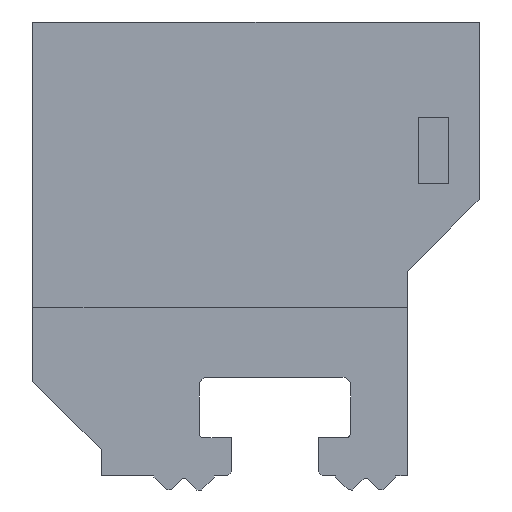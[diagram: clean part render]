
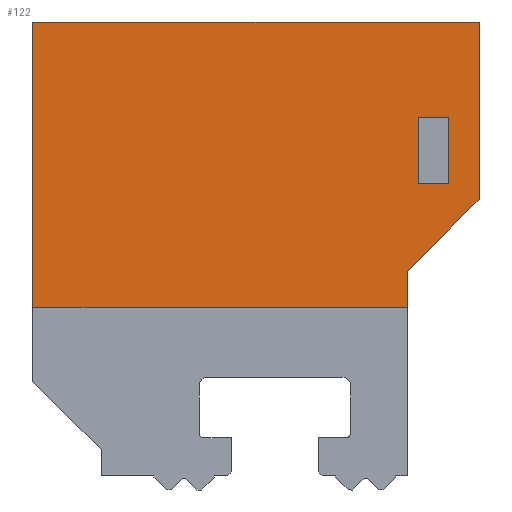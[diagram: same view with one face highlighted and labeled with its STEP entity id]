
A CAD part, left-side view. The second image highlights one B-rep face of the part: STEP entity #122.
In plain terms, the highlighted planar face has unit normal (-1, 0, 0).
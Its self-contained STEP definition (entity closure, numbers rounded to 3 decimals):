
#122=ADVANCED_FACE('',(#239,#240),#184,.F.);
#184=PLANE('',#1258);
#239=FACE_BOUND('',#245,.T.);
#240=FACE_BOUND('',#246,.T.);
#245=EDGE_LOOP('',(#310,#311,#312,#313));
#246=EDGE_LOOP('',(#314,#315,#316,#317,#318,#319));
#310=ORIENTED_EDGE('',*,*,#769,.T.);
#311=ORIENTED_EDGE('',*,*,#770,.T.);
#312=ORIENTED_EDGE('',*,*,#771,.T.);
#313=ORIENTED_EDGE('',*,*,#772,.F.);
#314=ORIENTED_EDGE('',*,*,#773,.F.);
#315=ORIENTED_EDGE('',*,*,#774,.F.);
#316=ORIENTED_EDGE('',*,*,#775,.T.);
#317=ORIENTED_EDGE('',*,*,#776,.T.);
#318=ORIENTED_EDGE('',*,*,#777,.F.);
#319=ORIENTED_EDGE('',*,*,#778,.F.);
#654=VERTEX_POINT('',#1648);
#655=VERTEX_POINT('',#1649);
#656=VERTEX_POINT('',#1651);
#657=VERTEX_POINT('',#1653);
#658=VERTEX_POINT('',#1656);
#659=VERTEX_POINT('',#1657);
#660=VERTEX_POINT('',#1659);
#661=VERTEX_POINT('',#1661);
#662=VERTEX_POINT('',#1663);
#663=VERTEX_POINT('',#1665);
#769=EDGE_CURVE('',#654,#655,#941,.T.);
#770=EDGE_CURVE('',#655,#656,#942,.T.);
#771=EDGE_CURVE('',#656,#657,#943,.T.);
#772=EDGE_CURVE('',#654,#657,#944,.T.);
#773=EDGE_CURVE('',#658,#659,#945,.T.);
#774=EDGE_CURVE('',#660,#658,#946,.T.);
#775=EDGE_CURVE('',#660,#661,#947,.T.);
#776=EDGE_CURVE('',#661,#662,#948,.T.);
#777=EDGE_CURVE('',#663,#662,#949,.T.);
#778=EDGE_CURVE('',#659,#663,#950,.T.);
#941=LINE('',#1647,#1099);
#942=LINE('',#1650,#1100);
#943=LINE('',#1652,#1101);
#944=LINE('',#1654,#1102);
#945=LINE('',#1655,#1103);
#946=LINE('',#1658,#1104);
#947=LINE('',#1660,#1105);
#948=LINE('',#1662,#1106);
#949=LINE('',#1664,#1107);
#950=LINE('',#1666,#1108);
#1099=VECTOR('',#1336,1.);
#1100=VECTOR('',#1337,1.);
#1101=VECTOR('',#1338,1.);
#1102=VECTOR('',#1339,1.);
#1103=VECTOR('',#1340,1.);
#1104=VECTOR('',#1341,1.);
#1105=VECTOR('',#1342,1.);
#1106=VECTOR('',#1343,1.);
#1107=VECTOR('',#1344,1.);
#1108=VECTOR('',#1345,1.);
#1258=AXIS2_PLACEMENT_3D('',#1667,#1346,#1347);
#1336=DIRECTION('',(0.,0.,-1.));
#1337=DIRECTION('',(0.,1.,0.));
#1338=DIRECTION('',(0.,0.,1.));
#1339=DIRECTION('',(0.,1.,0.));
#1340=DIRECTION('',(0.,0.707,-0.707));
#1341=DIRECTION('',(0.,0.,-1.));
#1342=DIRECTION('',(0.,1.,0.));
#1343=DIRECTION('',(0.,0.,-1.));
#1344=DIRECTION('',(0.,1.,0.));
#1345=DIRECTION('',(0.,0.,-1.));
#1346=DIRECTION('',(1.,0.,0.));
#1347=DIRECTION('',(0.,0.,-1.));
#1647=CARTESIAN_POINT('',(-52.,-25.5,60.501));
#1648=CARTESIAN_POINT('',(-52.,-25.5,47.9));
#1649=CARTESIAN_POINT('',(-52.,-25.5,39.1));
#1650=CARTESIAN_POINT('',(-52.,-29.5,39.1));
#1651=CARTESIAN_POINT('',(-52.,-21.5,39.1));
#1652=CARTESIAN_POINT('',(-52.,-21.5,60.501));
#1653=CARTESIAN_POINT('',(-52.,-21.5,47.9));
#1654=CARTESIAN_POINT('',(-52.,-29.5,47.9));
#1655=CARTESIAN_POINT('',(-52.,-29.5,37.));
#1656=CARTESIAN_POINT('',(-52.,-29.5,37.));
#1657=CARTESIAN_POINT('',(-52.,-20.,27.5));
#1658=CARTESIAN_POINT('',(-52.,-29.5,60.501));
#1659=CARTESIAN_POINT('',(-52.,-29.5,60.501));
#1660=CARTESIAN_POINT('',(-52.,-29.5,60.501));
#1661=CARTESIAN_POINT('',(-52.,29.5,60.501));
#1662=CARTESIAN_POINT('',(-52.,29.5,60.501));
#1663=CARTESIAN_POINT('',(-52.,29.5,22.8));
#1664=CARTESIAN_POINT('',(-52.,-29.5,22.8));
#1665=CARTESIAN_POINT('',(-52.,-20.,22.8));
#1666=CARTESIAN_POINT('',(-52.,-20.,27.5));
#1667=CARTESIAN_POINT('',(-52.,-29.5,60.501));
